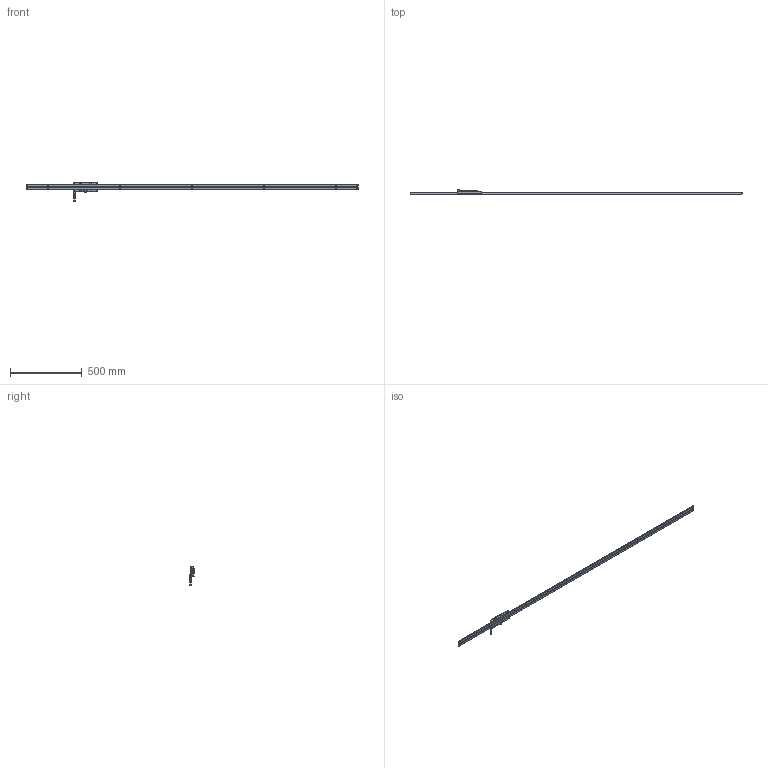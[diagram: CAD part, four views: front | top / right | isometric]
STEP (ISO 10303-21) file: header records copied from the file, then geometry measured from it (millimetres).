
FILE_DESCRIPTION((''),'2;1');
FILE_NAME('PM279_020_005_2000_SW0001','2021-11-15T10:10:37',('FST'),('Sylvac SA'),'CREO PARAMETRIC BY PTC INC, 2017380','CREO PARAMETRIC BY PTC INC, 2017380','');
FILE_SCHEMA(('CONFIG_CONTROL_DESIGN'));
Length unit declared in the file: millimetre
Products named in the file (1): PM279_020_005_2000_SW0001
Bounding box: 2306 x 28.1 x 129.27 mm (x, y, z)
Surface area: 249058.9 mm2 (no closed solid volume)
Topology: 0 solids, 167 shells, 345 faces, 1629 edges, 1441 vertices
Faces by surface type: plane 249, cylinder 56, cone 24, torus 9, sphere 4, bspline 3
Entity records: 18471 total; most frequent: CARTESIAN_POINT 6020, DIRECTION 2477, ORIENTED_EDGE 1870, EDGE_CURVE 1626, VERTEX_POINT 1441, VECTOR 991, LINE 991, AXIS2_PLACEMENT_3D 743
